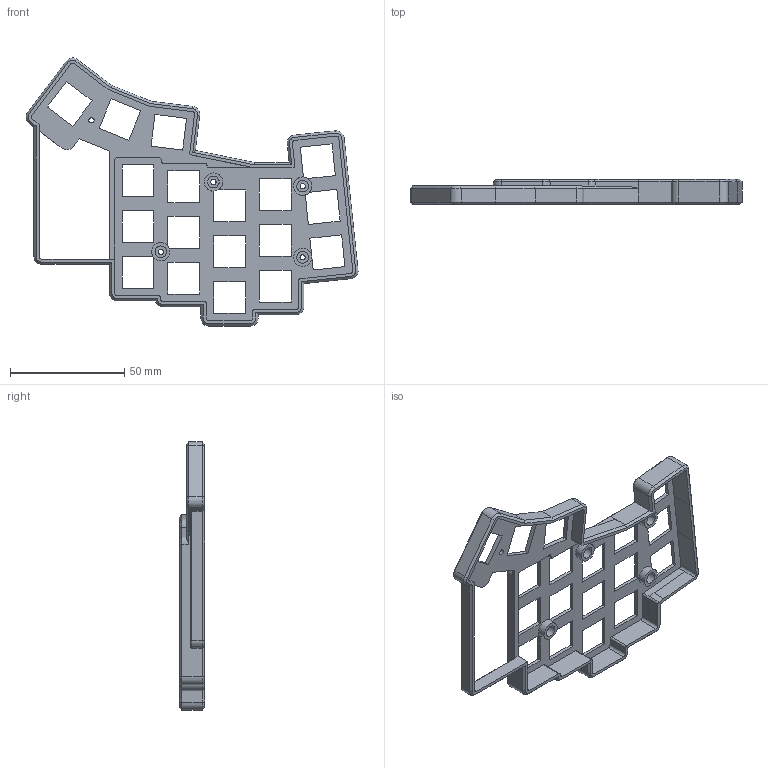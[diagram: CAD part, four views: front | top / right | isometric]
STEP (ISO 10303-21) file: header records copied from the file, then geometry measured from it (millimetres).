
FILE_DESCRIPTION(/* description */ ('','CAx-IF Rec.Pracs.---Representation and Presentation of Product Manufacturing Information (PMI)---4.0---2014-10-13'),/* implementation_level */ '2;1');
FILE_NAME(/* name */ 'void-hybrid-0.5.9-right.step',/* time_stamp */ '2024-11-24T21:52:26+08:00',/* author */ (''),/* organization */ (''),/* preprocessor_version */ 'ST-DEVELOPER v20',/* originating_system */ 'Autodesk Translation Framework v13.20.0.188',/* authorisation */ '');
FILE_SCHEMA (('AP242_MANAGED_MODEL_BASED_3D_ENGINEERING_MIM_LF { 1 0 10303 442 1 1 4 }'));
Length unit declared in the file: millimetre
Products named in the file (3): void-hybrid-0.5.9-assembly; VOID-Hybrid-Left(Mirror); void-hybrid-0.5.8-case v3(Mirror)
Assembly tree (2 placements, depth 3):
  void-hybrid-0.5.9-assembly
    VOID-Hybrid-Left(Mirror)
      void-hybrid-0.5.8-case v3(Mirror)
Bounding box: 145.46 x 11.1 x 117.49 mm (x, y, z)
Volume: 18934.7 mm3; surface area: 22653.2 mm2
Topology: 1 solids, 1 shells, 300 faces, 801 edges, 505 vertices
Faces by surface type: plane 215, cylinder 54, cone 31
Full cylindrical faces by diameter (mm): 2.3 x5, 5.1 x4, 8 x4
Entity records: 9398 total; most frequent: CARTESIAN_POINT 1630, ORIENTED_EDGE 1602, DIRECTION 1557, EDGE_CURVE 801, LINE 645, VECTOR 645, VERTEX_POINT 505, AXIS2_PLACEMENT_3D 456
